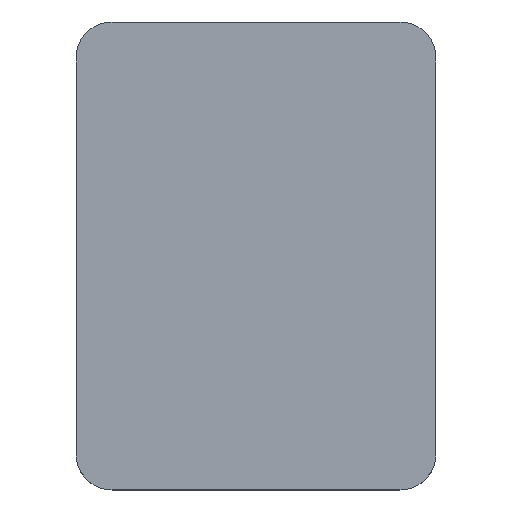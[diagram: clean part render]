
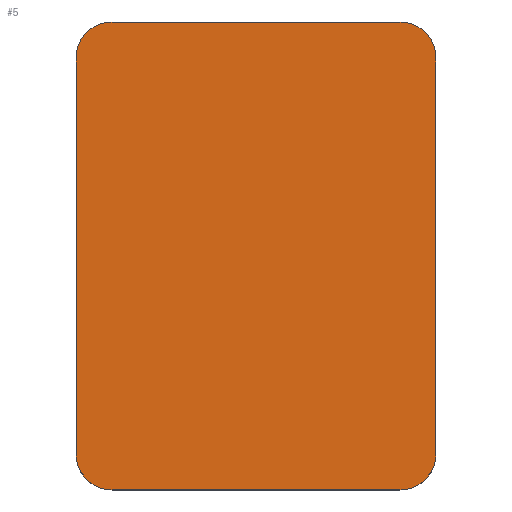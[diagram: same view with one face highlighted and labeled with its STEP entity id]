
A CAD part, top view. The second image highlights one B-rep face of the part: STEP entity #5.
In plain terms, the highlighted planar face has unit normal (0, 0, 1).
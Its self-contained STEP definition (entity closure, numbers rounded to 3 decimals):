
#5 = ADVANCED_FACE ( 'NONE', ( #238 ), #133, .F. ) ;
#10 = CARTESIAN_POINT ( 'NONE',  ( -5., -5.5, 1.5 ) ) ;
#11 = LINE ( 'NONE', #10, #317 ) ;
#13 = VERTEX_POINT ( 'NONE', #154 ) ;
#21 = CARTESIAN_POINT ( 'NONE',  ( 4., 5.5, 1.5 ) ) ;
#25 = ORIENTED_EDGE ( 'NONE', *, *, #370, .T. ) ;
#27 = DIRECTION ( 'NONE',  ( 0., 0., 1. ) ) ;
#28 = VERTEX_POINT ( 'NONE', #98 ) ;
#29 = VERTEX_POINT ( 'NONE', #372 ) ;
#32 = ORIENTED_EDGE ( 'NONE', *, *, #359, .T. ) ;
#42 = DIRECTION ( 'NONE',  ( 0., 0., -1. ) ) ;
#47 = AXIS2_PLACEMENT_3D ( 'NONE', #21, #94, #62 ) ;
#62 = DIRECTION ( 'NONE',  ( 1., 0., 0. ) ) ;
#64 = CARTESIAN_POINT ( 'NONE',  ( -4., 5.5, 1.5 ) ) ;
#65 = LINE ( 'NONE', #291, #85 ) ;
#66 = CARTESIAN_POINT ( 'NONE',  ( 4., -5.5, 1.5 ) ) ;
#79 = ORIENTED_EDGE ( 'NONE', *, *, #236, .T. ) ;
#85 = VECTOR ( 'NONE', #172, 1000. ) ;
#88 = CARTESIAN_POINT ( 'NONE',  ( -5., 5.5, 1.5 ) ) ;
#94 = DIRECTION ( 'NONE',  ( 0., 0., 1. ) ) ;
#98 = CARTESIAN_POINT ( 'NONE',  ( -5., -5.5, 1.5 ) ) ;
#100 = LINE ( 'NONE', #155, #168 ) ;
#104 = DIRECTION ( 'NONE',  ( 1., 0., 0. ) ) ;
#122 = AXIS2_PLACEMENT_3D ( 'NONE', #310, #27, #187 ) ;
#125 = DIRECTION ( 'NONE',  ( 0., 0., 1. ) ) ;
#126 = DIRECTION ( 'NONE',  ( 0., 1., 0. ) ) ;
#129 = VERTEX_POINT ( 'NONE', #344 ) ;
#131 = DIRECTION ( 'NONE',  ( 0., 0., 1. ) ) ;
#133 = PLANE ( 'NONE',  #198 ) ;
#154 = CARTESIAN_POINT ( 'NONE',  ( 5., -5.5, 1.5 ) ) ;
#155 = CARTESIAN_POINT ( 'NONE',  ( 4., -6.5, 1.5 ) ) ;
#157 = DIRECTION ( 'NONE',  ( -1., 0., 0. ) ) ;
#163 = VERTEX_POINT ( 'NONE', #88 ) ;
#165 = CIRCLE ( 'NONE', #327, 1. ) ;
#168 = VECTOR ( 'NONE', #217, 1000. ) ;
#169 = ORIENTED_EDGE ( 'NONE', *, *, #305, .T. ) ;
#172 = DIRECTION ( 'NONE',  ( -1., 0., 0. ) ) ;
#179 = CIRCLE ( 'NONE', #47, 1. ) ;
#187 = DIRECTION ( 'NONE',  ( -1., 0., 0. ) ) ;
#198 = AXIS2_PLACEMENT_3D ( 'NONE', #304, #42, #157 ) ;
#209 = CARTESIAN_POINT ( 'NONE',  ( 4., 6.5, 1.5 ) ) ;
#217 = DIRECTION ( 'NONE',  ( 1., 0., 0. ) ) ;
#225 = VECTOR ( 'NONE', #126, 1000. ) ;
#230 = VERTEX_POINT ( 'NONE', #289 ) ;
#235 = CIRCLE ( 'NONE', #122, 1. ) ;
#236 = EDGE_CURVE ( 'NONE', #302, #245, #65, .T. ) ;
#238 = FACE_OUTER_BOUND ( 'NONE', #246, .T. ) ;
#245 = VERTEX_POINT ( 'NONE', #258 ) ;
#246 = EDGE_LOOP ( 'NONE', ( #169, #25, #330, #32, #369, #79, #367, #358 ) ) ;
#251 = EDGE_CURVE ( 'NONE', #163, #28, #11, .T. ) ;
#254 = AXIS2_PLACEMENT_3D ( 'NONE', #64, #125, #295 ) ;
#258 = CARTESIAN_POINT ( 'NONE',  ( -4., 6.5, 1.5 ) ) ;
#260 = EDGE_CURVE ( 'NONE', #230, #302, #179, .T. ) ;
#289 = CARTESIAN_POINT ( 'NONE',  ( 5., 5.5, 1.5 ) ) ;
#290 = EDGE_CURVE ( 'NONE', #245, #163, #328, .T. ) ;
#291 = CARTESIAN_POINT ( 'NONE',  ( 4., 6.5, 1.5 ) ) ;
#292 = LINE ( 'NONE', #338, #225 ) ;
#295 = DIRECTION ( 'NONE',  ( 1., 0., 0. ) ) ;
#302 = VERTEX_POINT ( 'NONE', #209 ) ;
#304 = CARTESIAN_POINT ( 'NONE',  ( -4., -5.5, 1.5 ) ) ;
#305 = EDGE_CURVE ( 'NONE', #28, #29, #235, .T. ) ;
#310 = CARTESIAN_POINT ( 'NONE',  ( -4., -5.5, 1.5 ) ) ;
#317 = VECTOR ( 'NONE', #323, 1000. ) ;
#323 = DIRECTION ( 'NONE',  ( 0., -1., 0. ) ) ;
#327 = AXIS2_PLACEMENT_3D ( 'NONE', #66, #131, #104 ) ;
#328 = CIRCLE ( 'NONE', #254, 1. ) ;
#330 = ORIENTED_EDGE ( 'NONE', *, *, #376, .T. ) ;
#338 = CARTESIAN_POINT ( 'NONE',  ( 5., -5.5, 1.5 ) ) ;
#344 = CARTESIAN_POINT ( 'NONE',  ( 4., -6.5, 1.5 ) ) ;
#358 = ORIENTED_EDGE ( 'NONE', *, *, #251, .T. ) ;
#359 = EDGE_CURVE ( 'NONE', #13, #230, #292, .T. ) ;
#367 = ORIENTED_EDGE ( 'NONE', *, *, #290, .T. ) ;
#369 = ORIENTED_EDGE ( 'NONE', *, *, #260, .T. ) ;
#370 = EDGE_CURVE ( 'NONE', #29, #129, #100, .T. ) ;
#372 = CARTESIAN_POINT ( 'NONE',  ( -4., -6.5, 1.5 ) ) ;
#376 = EDGE_CURVE ( 'NONE', #129, #13, #165, .T. ) ;
